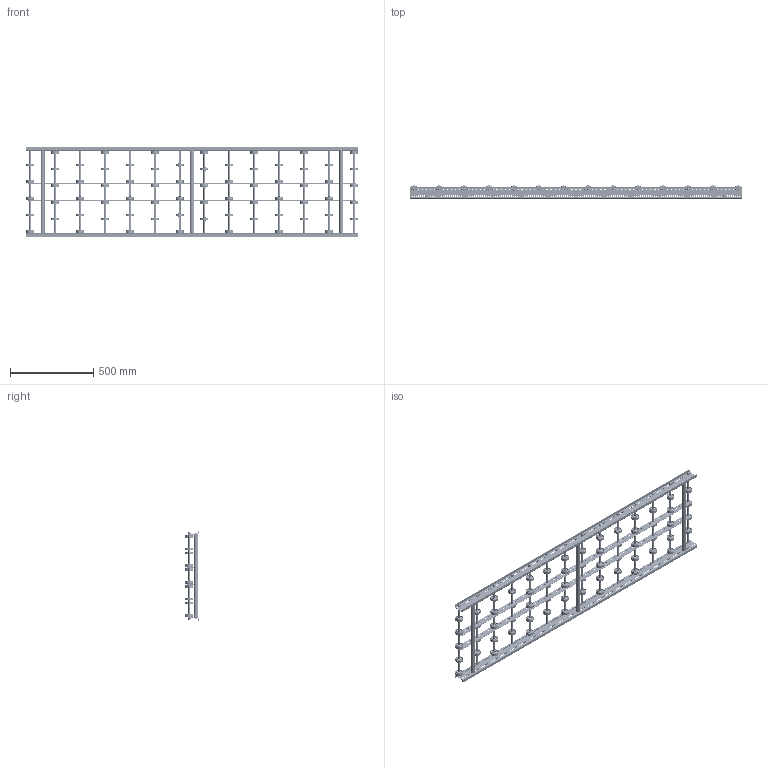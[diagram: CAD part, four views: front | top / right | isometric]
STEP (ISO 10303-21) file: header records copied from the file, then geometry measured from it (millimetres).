
FILE_DESCRIPTION (( 'STEP AP214' ), '1' );
FILE_NAME ('0052358.step', '2021-10-26T13:16:31', ( '' ), ( '' ), 'SwSTEP 2.0', 'SolidWorks 2020', '' );
FILE_SCHEMA (( 'AUTOMOTIVE_DESIGN' ));
Length unit declared in the file: millimetre
Products named in the file (10): Profil_LRB-20x70x20x2_KFG_S100202_U-PROFIL-20-70-20-2-LRB-L=2000; S100100_Längstraverse-42x2,5_S100103_L„ngstraverse-RB-L2000; 0046278_KB-ROHR-12X1,75mm_KFG_L75; Traversen_KFG_L500; 0011532_2300-48-8; 0052358; Röllchenachse-für-Konfiguration_EL500; S100994_Sperrzahnschraube_M08x16-8.8-A2K; Hutmutter_DIN_1587_M8; S106837_Gewindestange-M8-KFG_L520
Assembly tree (66 placements, depth 3):
  0052358
    Profil_LRB-20x70x20x2_KFG_S100202_U-PROFIL-20-70-20-2-LRB-L=2000  x2
    S100994_Sperrzahnschraube_M08x16-8.8-A2K  x6
    Traversen_KFG_L500  x3
    Röllchenachse-für-Konfiguration_EL500  x14
      S106837_Gewindestange-M8-KFG_L520
      0011532_2300-48-8
      0046278_KB-ROHR-12X1,75mm_KFG_L75
    S100100_Längstraverse-42x2,5_S100103_L„ngstraverse-RB-L2000  x2
    Hutmutter_DIN_1587_M8  x28
Bounding box: 2000 x 79 x 540 mm (x, y, z)
Volume: 3344904.6 mm3; surface area: 2631969.1 mm2
Topology: 201 solids, 201 shells, 8148 faces, 18144 edges, 10996 vertices
Faces by surface type: cylinder 3352, torus 2264, plane 1336, cone 1168, bspline 28
Entity records: 36476 total; most frequent: DIRECTION 6719, CARTESIAN_POINT 6172, ORIENTED_EDGE 5652, AXIS2_PLACEMENT_3D 2897, EDGE_CURVE 2826, VERTEX_POINT 1854, EDGE_LOOP 1824, CIRCLE 1821
